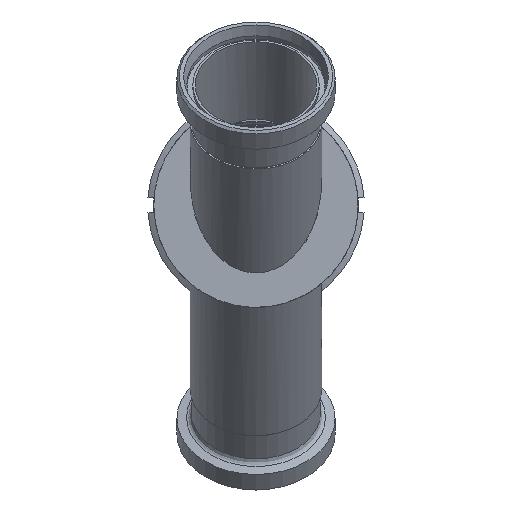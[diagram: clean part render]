
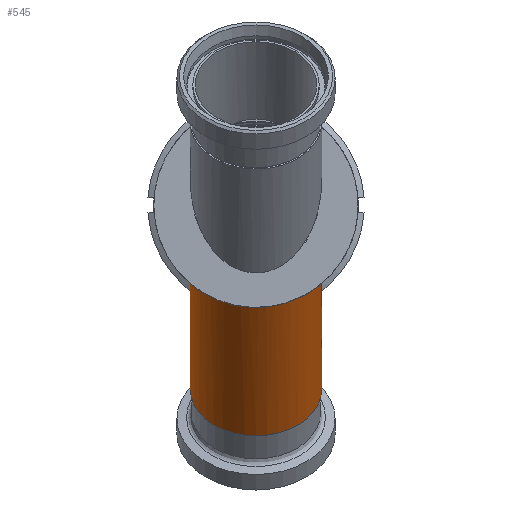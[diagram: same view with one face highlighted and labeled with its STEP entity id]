
A CAD part, left-side view. The second image highlights one B-rep face of the part: STEP entity #545.
In plain terms, the highlighted cylindrical face has radius 54 mm (diameter 108 mm), a full revolution.
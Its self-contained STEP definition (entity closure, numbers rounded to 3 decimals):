
#344=CARTESIAN_POINT('',(-144.946,54.0,-64.343));
#345=VERTEX_POINT('',#344);
#346=CARTESIAN_POINT('',(-144.946,54.0,-64.343));
#347=CARTESIAN_POINT('',(-148.952,54.0,-64.343));
#348=CARTESIAN_POINT('',(-153.129,53.776,-64.535));
#349=CARTESIAN_POINT('',(-161.404,52.655,-65.452));
#350=CARTESIAN_POINT('',(-165.501,51.756,-66.181));
#351=CARTESIAN_POINT('',(-173.225,49.141,-68.146));
#352=CARTESIAN_POINT('',(-176.864,47.416,-69.384));
#353=CARTESIAN_POINT('',(-183.404,43.163,-72.106));
#354=CARTESIAN_POINT('',(-186.308,40.634,-73.585));
#355=CARTESIAN_POINT('',(-190.874,35.467,-76.191));
#356=CARTESIAN_POINT('',(-192.766,32.794,-77.397));
#357=CARTESIAN_POINT('',(-196.024,26.964,-79.616));
#358=CARTESIAN_POINT('',(-197.393,23.805,-80.628));
#359=CARTESIAN_POINT('',(-199.561,17.211,-82.288));
#360=CARTESIAN_POINT('',(-200.363,13.77,-82.937));
#361=CARTESIAN_POINT('',(-201.411,6.848,-83.793));
#362=CARTESIAN_POINT('',(-201.657,3.366,-84.));
#363=CARTESIAN_POINT('',(-201.657,-3.366,-84.));
#364=CARTESIAN_POINT('',(-201.411,-6.848,-83.793));
#365=CARTESIAN_POINT('',(-200.363,-13.77,-82.937));
#366=CARTESIAN_POINT('',(-199.561,-17.211,-82.288));
#367=CARTESIAN_POINT('',(-197.393,-23.805,-80.628));
#368=CARTESIAN_POINT('',(-196.024,-26.964,-79.616));
#369=CARTESIAN_POINT('',(-192.766,-32.794,-77.397));
#370=CARTESIAN_POINT('',(-190.874,-35.467,-76.191));
#371=CARTESIAN_POINT('',(-186.308,-40.634,-73.585));
#372=CARTESIAN_POINT('',(-183.404,-43.163,-72.106));
#373=CARTESIAN_POINT('',(-176.864,-47.416,-69.384));
#374=CARTESIAN_POINT('',(-173.225,-49.141,-68.146));
#375=CARTESIAN_POINT('',(-165.501,-51.756,-66.181));
#376=CARTESIAN_POINT('',(-161.404,-52.655,-65.452));
#377=CARTESIAN_POINT('',(-153.129,-53.776,-64.535));
#378=CARTESIAN_POINT('',(-148.952,-54.0,-64.343));
#379=CARTESIAN_POINT('',(-139.185,-54.0,-64.343));
#380=CARTESIAN_POINT('',(-133.242,-53.542,-64.733));
#381=CARTESIAN_POINT('',(-121.279,-51.869,-66.082));
#382=CARTESIAN_POINT('',(-115.259,-50.652,-67.038));
#383=CARTESIAN_POINT('',(-103.435,-47.548,-69.274));
#384=CARTESIAN_POINT('',(-97.631,-45.66,-70.553));
#385=CARTESIAN_POINT('',(-86.547,-41.267,-73.209));
#386=CARTESIAN_POINT('',(-81.267,-38.761,-74.587));
#387=CARTESIAN_POINT('',(-72.439,-33.676,-76.995));
#388=CARTESIAN_POINT('',(-68.247,-30.894,-78.186));
#389=CARTESIAN_POINT('',(-62.511,-26.09,-79.864));
#390=CARTESIAN_POINT('',(-60.689,-24.384,-80.405));
#391=CARTESIAN_POINT('',(-57.359,-20.806,-81.404));
#392=CARTESIAN_POINT('',(-55.851,-18.934,-81.862));
#393=CARTESIAN_POINT('',(-52.95,-14.645,-82.749));
#394=CARTESIAN_POINT('',(-51.462,-11.872,-83.209));
#395=CARTESIAN_POINT('',(-49.946,-7.47,-83.68));
#396=CARTESIAN_POINT('',(-49.557,-5.962,-83.802));
#397=CARTESIAN_POINT('',(-49.044,-2.952,-83.962));
#398=CARTESIAN_POINT('',(-48.922,-1.45,-84.));
#399=CARTESIAN_POINT('',(-48.922,1.45,-84.));
#400=CARTESIAN_POINT('',(-49.044,2.952,-83.962));
#401=CARTESIAN_POINT('',(-49.557,5.962,-83.802));
#402=CARTESIAN_POINT('',(-49.946,7.47,-83.68));
#403=CARTESIAN_POINT('',(-51.462,11.872,-83.209));
#404=CARTESIAN_POINT('',(-52.95,14.645,-82.749));
#405=CARTESIAN_POINT('',(-55.851,18.934,-81.862));
#406=CARTESIAN_POINT('',(-57.359,20.806,-81.404));
#407=CARTESIAN_POINT('',(-60.689,24.384,-80.405));
#408=CARTESIAN_POINT('',(-62.511,26.09,-79.864));
#409=CARTESIAN_POINT('',(-68.247,30.894,-78.186));
#410=CARTESIAN_POINT('',(-72.439,33.676,-76.995));
#411=CARTESIAN_POINT('',(-81.267,38.761,-74.587));
#412=CARTESIAN_POINT('',(-86.547,41.267,-73.209));
#413=CARTESIAN_POINT('',(-97.631,45.66,-70.553));
#414=CARTESIAN_POINT('',(-103.435,47.548,-69.274));
#415=CARTESIAN_POINT('',(-115.259,50.652,-67.038));
#416=CARTESIAN_POINT('',(-121.279,51.869,-66.082));
#417=CARTESIAN_POINT('',(-133.242,53.542,-64.733));
#418=CARTESIAN_POINT('',(-139.185,54.0,-64.343));
#419=CARTESIAN_POINT('',(-144.946,54.0,-64.343));
#420=B_SPLINE_CURVE_WITH_KNOTS('',3,(#346,#347,#348,#349,#350,#351,#352,#353,#354,#355,#356,#357,#358,#359,#360,#361,#362,#363,#364,#365,#366,#367,#368,#369,#370,#371,#372,#373,#374,#375,#376,#377,#378,#379,#380,#381,#382,#383,#384,#385,#386,#387,#388,#389,#390,#391,#392,#393,#394,#395,#396,#397,#398,#399,#400,#401,#402,#403,#404,#405,#406,#407,#408,#409,#410,#411,#412,#413,#414,#415,#416,#417,#418,#419),.UNSPECIFIED.,.T.,.U.,(4,2,2,2,2,2,2,2,2,2,2,2,2,2,2,2,2,2,2,2,2,2,2,2,2,2,2,2,2,2,2,2,2,2,2,2,4),(0.0,1.202,2.403,3.605,4.807,5.816,6.826,7.836,8.846,9.856,10.866,11.876,12.886,14.088,15.289,16.491,17.693,19.421,21.15,22.878,24.607,26.019,26.725,27.431,28.301,28.736,29.171,29.606,30.041,30.91,31.616,32.322,33.734,35.463,37.191,38.92,40.649),.UNSPECIFIED.);
#421=EDGE_CURVE('',#345,#345,#420,.T.);
#483=CARTESIAN_POINT('',(-57.968,54.0,-151.321));
#484=VERTEX_POINT('',#483);
#485=CARTESIAN_POINT('',(-57.968,0.0,-151.321));
#486=DIRECTION('',(-0.707,0.0,0.707));
#487=DIRECTION('',(0.0,-1.0,0.0));
#488=AXIS2_PLACEMENT_3D('',#485,#486,#487);
#489=CIRCLE('',#488,54.0);
#490=EDGE_CURVE('',#484,#484,#489,.T.);
#534=CARTESIAN_POINT('',(-277.172,0.0,67.882));
#535=DIRECTION('',(0.707,0.0,-0.707));
#536=DIRECTION('',(0.0,-1.0,0.0));
#537=AXIS2_PLACEMENT_3D('',#534,#535,#536);
#538=CYLINDRICAL_SURFACE('',#537,54.0);
#539=ORIENTED_EDGE('',*,*,#490,.T.);
#540=EDGE_LOOP('',(#539));
#541=FACE_OUTER_BOUND('',#540,.T.);
#542=ORIENTED_EDGE('',*,*,#421,.F.);
#543=EDGE_LOOP('',(#542));
#544=FACE_BOUND('',#543,.T.);
#545=ADVANCED_FACE('',(#541,#544),#538,.T.);
